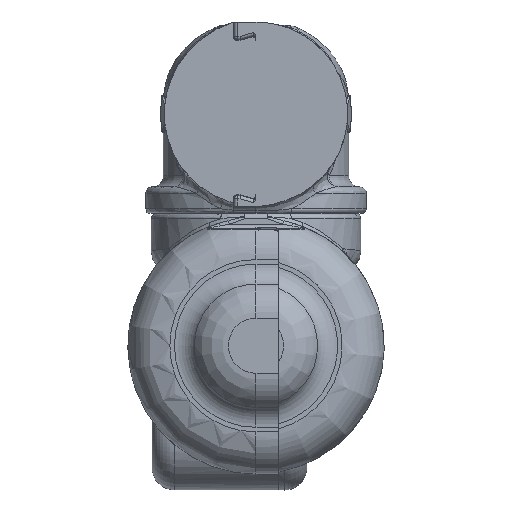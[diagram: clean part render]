
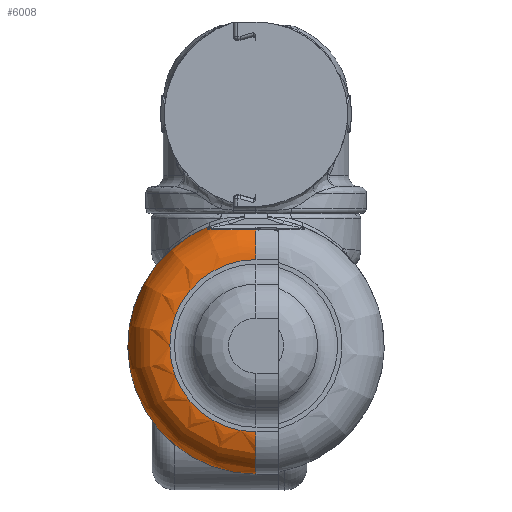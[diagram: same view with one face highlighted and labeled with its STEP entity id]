
A CAD part, top view. The second image highlights one B-rep face of the part: STEP entity #6008.
In plain terms, the highlighted face is a revolution surface.
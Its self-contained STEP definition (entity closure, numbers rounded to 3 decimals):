
#2828=CARTESIAN_POINT('Vertex',(-21.419,53.9,46.5)) ;
#2832=CARTESIAN_POINT('Control Point',(-21.419,53.9,46.5)) ;
#2833=CARTESIAN_POINT('Control Point',(-20.52,54.257,46.942)) ;
#2834=CARTESIAN_POINT('Control Point',(-19.604,54.586,47.365)) ;
#2835=CARTESIAN_POINT('Control Point',(-18.671,54.888,47.765)) ;
#2836=CARTESIAN_POINT('Control Point',(-17.723,55.164,48.143)) ;
#2837=CARTESIAN_POINT('Control Point',(-16.761,55.416,48.497)) ;
#2838=CARTESIAN_POINT('Vertex',(-16.761,55.416,48.497)) ;
#5919=CARTESIAN_POINT('Control Point',(0.,-58.,46.5)) ;
#5920=CARTESIAN_POINT('Control Point',(0.,-58.,52.469)) ;
#5921=CARTESIAN_POINT('Control Point',(0.,-55.663,58.444)) ;
#5922=CARTESIAN_POINT('Control Point',(0.,-50.944,63.163)) ;
#5923=CARTESIAN_POINT('Control Point',(0.,-44.969,65.5)) ;
#5924=CARTESIAN_POINT('Control Point',(0.,-39.,65.5)) ;
#5925=CARTESIAN_POINT('Axis1P Location',(0.,0.,-45.)) ;
#5929=CARTESIAN_POINT('Axis2P3D Location',(0.,0.,46.5)) ;
#5933=CARTESIAN_POINT('Vertex',(0.,-58.,46.5)) ;
#5937=CARTESIAN_POINT('Control Point',(0.,-58.,46.5)) ;
#5938=CARTESIAN_POINT('Control Point',(0.,-58.,52.469)) ;
#5939=CARTESIAN_POINT('Control Point',(0.,-55.663,58.444)) ;
#5940=CARTESIAN_POINT('Control Point',(0.,-50.944,63.163)) ;
#5941=CARTESIAN_POINT('Control Point',(0.,-44.969,65.5)) ;
#5942=CARTESIAN_POINT('Control Point',(0.,-39.,65.5)) ;
#5943=CARTESIAN_POINT('Vertex',(0.,-39.,65.5)) ;
#5946=CARTESIAN_POINT('Axis2P3D Location',(0.,0.,65.5)) ;
#5950=CARTESIAN_POINT('Vertex',(0.,39.,65.5)) ;
#5954=CARTESIAN_POINT('Control Point',(0.,52.412,59.957)) ;
#5955=CARTESIAN_POINT('Control Point',(0.,50.302,62.06)) ;
#5956=CARTESIAN_POINT('Control Point',(0.,47.782,63.749)) ;
#5957=CARTESIAN_POINT('Control Point',(0.,44.958,64.918)) ;
#5958=CARTESIAN_POINT('Control Point',(0.,41.978,65.5)) ;
#5959=CARTESIAN_POINT('Control Point',(0.,39.,65.5)) ;
#5960=CARTESIAN_POINT('Vertex',(0.,52.412,59.957)) ;
#5964=CARTESIAN_POINT('Control Point',(0.,52.412,59.957)) ;
#5965=CARTESIAN_POINT('Control Point',(-2.782,52.412,59.957)) ;
#5966=CARTESIAN_POINT('Control Point',(-5.564,52.428,59.757)) ;
#5967=CARTESIAN_POINT('Control Point',(-8.335,52.46,59.357)) ;
#5968=CARTESIAN_POINT('Control Point',(-12.917,52.537,58.29)) ;
#5969=CARTESIAN_POINT('Control Point',(-17.203,52.636,56.269)) ;
#5970=CARTESIAN_POINT('Control Point',(-18.831,52.678,55.29)) ;
#5971=CARTESIAN_POINT('Control Point',(-20.32,52.718,54.083)) ;
#5972=CARTESIAN_POINT('Control Point',(-21.536,52.752,52.647)) ;
#5973=CARTESIAN_POINT('Vertex',(-21.536,52.752,52.647)) ;
#5977=CARTESIAN_POINT('Control Point',(-16.761,55.416,48.497)) ;
#5978=CARTESIAN_POINT('Control Point',(-17.135,55.297,48.548)) ;
#5979=CARTESIAN_POINT('Control Point',(-17.508,55.174,48.607)) ;
#5980=CARTESIAN_POINT('Control Point',(-17.88,55.047,48.674)) ;
#5981=CARTESIAN_POINT('Control Point',(-18.697,54.756,48.846)) ;
#5982=CARTESIAN_POINT('Control Point',(-19.498,54.442,49.079)) ;
#5983=CARTESIAN_POINT('Control Point',(-19.93,54.263,49.231)) ;
#5984=CARTESIAN_POINT('Control Point',(-20.491,54.015,49.47)) ;
#5985=CARTESIAN_POINT('Control Point',(-21.013,53.752,49.795)) ;
#5986=CARTESIAN_POINT('Control Point',(-21.137,53.687,49.88)) ;
#5987=CARTESIAN_POINT('Control Point',(-21.422,53.531,50.097)) ;
#5988=CARTESIAN_POINT('Control Point',(-21.676,53.372,50.359)) ;
#5989=CARTESIAN_POINT('Control Point',(-21.809,53.28,50.527)) ;
#5990=CARTESIAN_POINT('Control Point',(-22.017,53.106,50.891)) ;
#5991=CARTESIAN_POINT('Control Point',(-22.091,52.956,51.328)) ;
#5992=CARTESIAN_POINT('Control Point',(-22.084,52.895,51.546)) ;
#5993=CARTESIAN_POINT('Control Point',(-21.999,52.815,51.921)) ;
#5994=CARTESIAN_POINT('Control Point',(-21.826,52.774,52.255)) ;
#5995=CARTESIAN_POINT('Control Point',(-21.737,52.762,52.395)) ;
#5996=CARTESIAN_POINT('Control Point',(-21.64,52.755,52.525)) ;
#5997=CARTESIAN_POINT('Control Point',(-21.536,52.752,52.647)) ;
#5926=DIRECTION('Axis1P Direction',(0.,0.,-1.)) ;
#5930=DIRECTION('Axis2P3D Direction',(0.,0.,-1.)) ;
#5947=DIRECTION('Axis2P3D Direction',(0.,0.,-1.)) ;
#5931=AXIS2_PLACEMENT_3D('Circle Axis2P3D',#5929,#5930,$) ;
#5948=AXIS2_PLACEMENT_3D('Circle Axis2P3D',#5946,#5947,$) ;
#6000=ORIENTED_EDGE('',*,*,#2840,.F.) ;
#6001=ORIENTED_EDGE('',*,*,#5935,.F.) ;
#6002=ORIENTED_EDGE('',*,*,#5945,.F.) ;
#6003=ORIENTED_EDGE('',*,*,#5952,.T.) ;
#6004=ORIENTED_EDGE('',*,*,#5962,.F.) ;
#6005=ORIENTED_EDGE('',*,*,#5975,.F.) ;
#6006=ORIENTED_EDGE('',*,*,#5998,.F.) ;
#6008=ADVANCED_FACE('PartBody',(#6007),#5928,.F.) ;
#5927=AXIS1_PLACEMENT('Revolution Surface Axis1P',#5925,#5926) ;
#2831=B_SPLINE_CURVE_WITH_KNOTS('',5,(#2832,#2833,#2834,#2835,#2836,#2837),.UNSPECIFIED.,.F.,.U.,(6,6),(47.977,56.824),.UNSPECIFIED.) ;
#5918=B_SPLINE_CURVE_WITH_KNOTS('',5,(#5919,#5920,#5921,#5922,#5923,#5924),.UNSPECIFIED.,.F.,.U.,(6,6),(448.277,478.122),.UNSPECIFIED.) ;
#5936=B_SPLINE_CURVE_WITH_KNOTS('',5,(#5937,#5938,#5939,#5940,#5941,#5942),.UNSPECIFIED.,.F.,.U.,(6,6),(448.277,478.122),.UNSPECIFIED.) ;
#5953=B_SPLINE_CURVE_WITH_KNOTS('',5,(#5954,#5955,#5956,#5957,#5958,#5959),.UNSPECIFIED.,.F.,.U.,(6,6),(463.232,478.122),.UNSPECIFIED.) ;
#5963=B_SPLINE_CURVE_WITH_KNOTS('',5,(#5964,#5965,#5966,#5967,#5968,#5969,#5970,#5971,#5972),.UNSPECIFIED.,.F.,.U.,(6,3,6),(49.054,68.096,80.615),.UNSPECIFIED.) ;
#5976=B_SPLINE_CURVE_WITH_KNOTS('',5,(#5977,#5978,#5979,#5980,#5981,#5982,#5983,#5984,#5985,#5986,#5987,#5988,#5989,#5990,#5991,#5992,#5993,#5994,#5995,#5996,#5997),.UNSPECIFIED.,.F.,.U.,(6,3,3,3,3,3,6),(110.035,112.563,115.623,116.619,117.955,119.146,120.102),.UNSPECIFIED.) ;
#5932=CIRCLE('generated circle',#5931,58.) ;
#5949=CIRCLE('generated circle',#5948,39.) ;
#2840=EDGE_CURVE('',#2829,#2839,#2831,.T.) ;
#5935=EDGE_CURVE('',#5934,#2829,#5932,.T.) ;
#5945=EDGE_CURVE('',#5944,#5934,#5936,.F.) ;
#5952=EDGE_CURVE('',#5944,#5951,#5949,.T.) ;
#5962=EDGE_CURVE('',#5961,#5951,#5953,.T.) ;
#5975=EDGE_CURVE('',#5974,#5961,#5963,.F.) ;
#5998=EDGE_CURVE('',#2839,#5974,#5976,.T.) ;
#5999=EDGE_LOOP('',(#6000,#6001,#6002,#6003,#6004,#6005,#6006)) ;
#6007=FACE_OUTER_BOUND('',#5999,.T.) ;
#5928=SURFACE_OF_REVOLUTION('Surface of Revolution',#5918,#5927) ;
#2829=VERTEX_POINT('',#2828) ;
#2839=VERTEX_POINT('',#2838) ;
#5934=VERTEX_POINT('',#5933) ;
#5944=VERTEX_POINT('',#5943) ;
#5951=VERTEX_POINT('',#5950) ;
#5961=VERTEX_POINT('',#5960) ;
#5974=VERTEX_POINT('',#5973) ;
